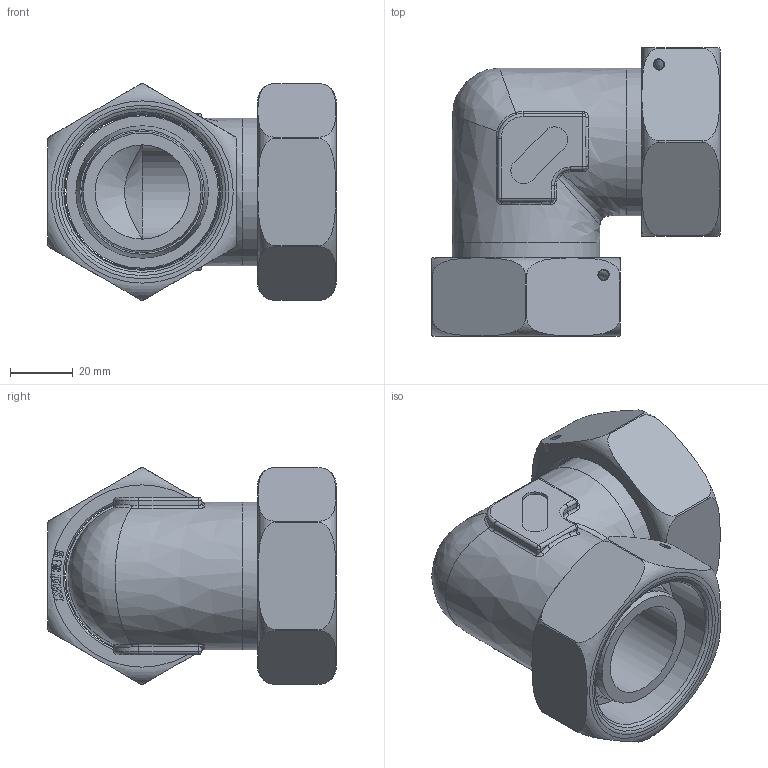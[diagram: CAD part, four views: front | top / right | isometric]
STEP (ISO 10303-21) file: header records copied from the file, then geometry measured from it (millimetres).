
FILE_DESCRIPTION(/* description */ (''),/* implementation_level */ '2;1');
FILE_NAME(/* name */ 'WKS38_TP.stp',/* time_stamp */ '2022-06-30T15:26:32+02:00',/* author */ (''),/* organization */ (''),/* preprocessor_version */ 'ST-DEVELOPER v16',/* originating_system */ 'SIEMENS PLM Software NX 10.0',/* authorisation */ '');
FILE_SCHEMA (('AP203_CONFIGURATION_CONTROLLED_3D_DESIGN_OF_MECHANICAL_PARTS_AND_ASSEMBLIES_MIM_LF { 1 0 10303 403 2 1 2}'));
Length unit declared in the file: millimetre
Products named in the file (1): jnuj183860B9a17i
Bounding box: 91.73 x 91.84 x 69 mm (x, y, z)
Volume: 165483.2 mm3; surface area: 52620.6 mm2
Topology: 3 solids, 3 shells, 563 faces, 1494 edges, 961 vertices
Faces by surface type: plane 380, cylinder 58, bspline 45, extrusion 40, torus 20, cone 12, sphere 8
Full cylindrical faces by diameter (mm): 3.345 x2, 3.545 x2, 30 x2, 47 x2, 48.5 x2, 49.25 x2, 50 x2
Entity records: 20306 total; most frequent: CARTESIAN_POINT 8198, ORIENTED_EDGE 2852, DIRECTION 1812, EDGE_CURVE 1426, VERTEX_POINT 942, B_SPLINE_CURVE_WITH_KNOTS 827, AXIS2_PLACEMENT_3D 662, EDGE_LOOP 644
